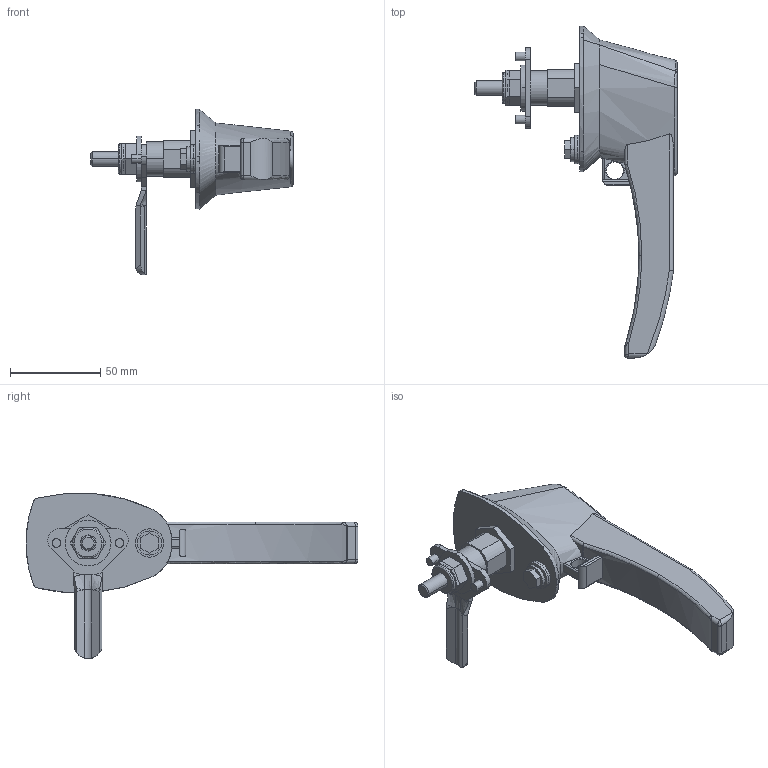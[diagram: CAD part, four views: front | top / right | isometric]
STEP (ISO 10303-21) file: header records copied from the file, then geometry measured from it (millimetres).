
FILE_DESCRIPTION (( 'STEP AP214' ), '1' );
FILE_NAME ('MHKD1SS.STEP', '2019-07-17T22:23:08', ( '' ), ( '' ), 'SwSTEP 2.0', 'SolidWorks 2018', '' );
FILE_SCHEMA (( 'AUTOMOTIVE_DESIGN' ));
Length unit declared in the file: inch
Products named in the file (1): MHKD1SS
Bounding box: 111.71 x 183.51 x 91.37 mm (x, y, z)
Volume: 181928 mm3; surface area: 38569.8 mm2
Topology: 10 solids, 10 shells, 246 faces, 608 edges, 383 vertices
Faces by surface type: plane 116, cylinder 85, bspline 39, cone 6
Entity records: 16004 total; most frequent: CARTESIAN_POINT 7130, ORIENTED_EDGE 1196, DIRECTION 1046, EDGE_CURVE 598, VERTEX_POINT 383, AXIS2_PLACEMENT_3D 374, VECTOR 298, LINE 298
